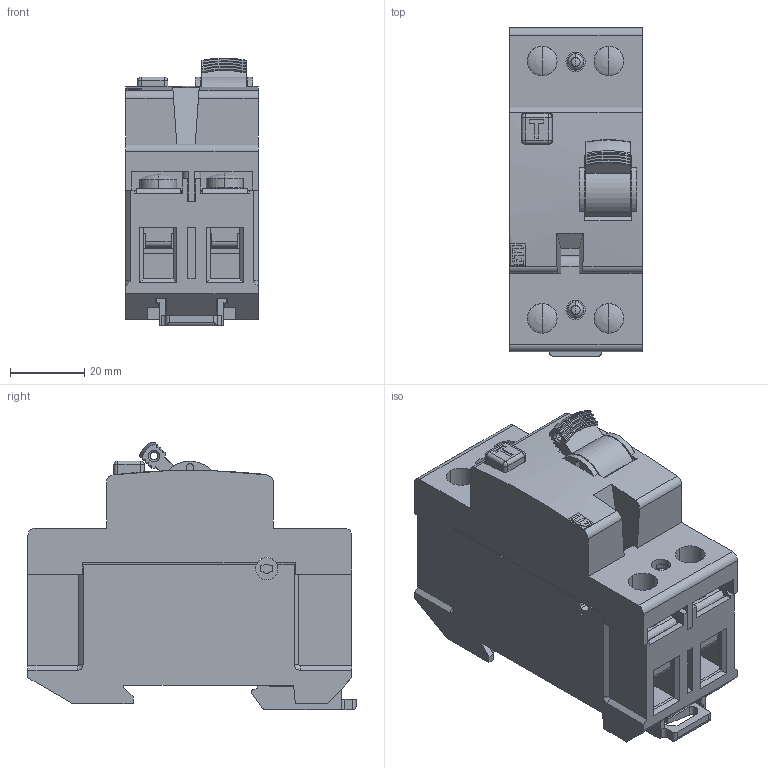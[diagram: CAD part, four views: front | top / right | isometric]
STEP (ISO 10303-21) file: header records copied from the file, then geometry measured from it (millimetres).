
FILE_DESCRIPTION((''),'2;1');
FILE_NAME('ASM0050_ASM','2020-12-21T',('marketing.praksa'),('Audax d.o.o.'),'CREO PARAMETRIC BY PTC INC, 2017480','CREO PARAMETRIC BY PTC INC, 2017480','');
FILE_SCHEMA(('AUTOMOTIVE_DESIGN { 1 0 10303 214 1 1 1 1 }'));
Length unit declared in the file: millimetre
Products named in the file (25): 0000052717_1_1_1; 0000051377_1_1_1; 0000000533_1_1_1; 0000000470_1_1_1; 0000051374_ASM_1_ASM_1_1_ASM; 0000051378_1_1_1; 0000000533_1_1; 0000000470_1_1; 0000051372_ASM_1_ASM_1_1_ASM; 0000059981_1_1_1; 0000052715_1_1_1; 0000014426_1_1_1; 0000058375_1_1_1; GRED_2P_1_1_1; 0000000069_1_1_1; 0000051191_1_1_1; NEFI_ETI_4P_ASM_2_ASM_1_1_ASM; SESAV_NEFI_ETI_2P_ASM_3_ASM_1_1_ASM; EFI-2_16-80A_INSTANT_ASM_1_1_ASM; TMP_DWG_65_1_1_1_2_1_2_3_4_5; TMP_DWG_65_1_2_1_2_1_2_3_4_5; TMP_DWG_65_1_3_1_2_1_2_3_4_5; ASM0008_1_2_3_4_5_ASM; ASM0052_ASM; ASM0050_ASM
Assembly tree (30 placements, depth 6):
  ASM0050_ASM
    EFI-2_16-80A_INSTANT_ASM_1_1_ASM
      SESAV_NEFI_ETI_2P_ASM_3_ASM_1_1_ASM
        NEFI_ETI_4P_ASM_2_ASM_1_1_ASM
          0000052717_1_1_1
          0000051374_ASM_1_ASM_1_1_ASM
            0000051377_1_1_1
            0000000533_1_1_1
            0000000470_1_1_1
          0000051372_ASM_1_ASM_1_1_ASM
            0000051378_1_1_1
            0000000533_1_1
            0000000470_1_1
          0000059981_1_1_1  x2
          0000000470_1_1  x2
          0000000533_1_1  x2
          0000052715_1_1_1
          0000014426_1_1_1
          0000058375_1_1_1  x2
          GRED_2P_1_1_1
          0000000069_1_1_1
          0000051191_1_1_1
    ASM0052_ASM
      ASM0008_1_2_3_4_5_ASM
        TMP_DWG_65_1_1_1_2_1_2_3_4_5
        TMP_DWG_65_1_2_1_2_1_2_3_4_5
        TMP_DWG_65_1_3_1_2_1_2_3_4_5
Bounding box: 35.85 x 88.65 x 72.35 mm (x, y, z)
Volume: 49800.7 mm3; surface area: 59071 mm2
Topology: 23 solids, 23 shells, 1137 faces, 3224 edges, 2113 vertices
Faces by surface type: plane 775, cylinder 288, cone 41, sphere 16, torus 11, bspline 6
Entity records: 40707 total; most frequent: CARTESIAN_POINT 6184, ORIENTED_EDGE 5322, DIRECTION 5164, EDGE_CURVE 2661, PRESENTATION_STYLE_ASSIGNMENT 2615, STYLED_ITEM 2615, CURVE_STYLE 2517, VECTOR 1954
